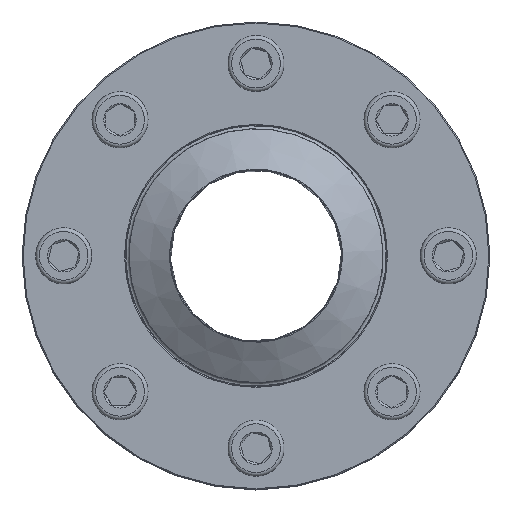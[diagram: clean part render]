
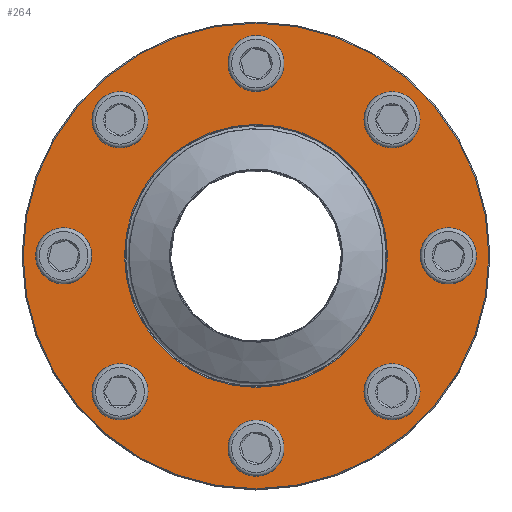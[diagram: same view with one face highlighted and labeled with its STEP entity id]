
A CAD part, top view. The second image highlights one B-rep face of the part: STEP entity #264.
In plain terms, the highlighted planar face has unit normal (0, 0, 1).
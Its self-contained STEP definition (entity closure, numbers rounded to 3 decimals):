
#245=PLANE('',#1141);
#264=ADVANCED_FACE('',(#366,#367,#368,#369,#370,#371,#372,#373,#374,#375),
#245,.T.);
#366=FACE_BOUND('',#513,.T.);
#367=FACE_BOUND('',#514,.T.);
#368=FACE_BOUND('',#515,.T.);
#369=FACE_BOUND('',#516,.T.);
#370=FACE_BOUND('',#517,.T.);
#371=FACE_BOUND('',#518,.T.);
#372=FACE_BOUND('',#519,.T.);
#373=FACE_BOUND('',#520,.T.);
#374=FACE_BOUND('',#521,.T.);
#375=FACE_BOUND('',#522,.T.);
#513=EDGE_LOOP('',(#673));
#514=EDGE_LOOP('',(#674));
#515=EDGE_LOOP('',(#675));
#516=EDGE_LOOP('',(#676));
#517=EDGE_LOOP('',(#677));
#518=EDGE_LOOP('',(#678));
#519=EDGE_LOOP('',(#679));
#520=EDGE_LOOP('',(#680));
#521=EDGE_LOOP('',(#681));
#522=EDGE_LOOP('',(#682));
#673=ORIENTED_EDGE('',*,*,#953,.T.);
#674=ORIENTED_EDGE('',*,*,#954,.T.);
#675=ORIENTED_EDGE('',*,*,#955,.T.);
#676=ORIENTED_EDGE('',*,*,#956,.T.);
#677=ORIENTED_EDGE('',*,*,#957,.T.);
#678=ORIENTED_EDGE('',*,*,#958,.T.);
#679=ORIENTED_EDGE('',*,*,#959,.T.);
#680=ORIENTED_EDGE('',*,*,#960,.T.);
#681=ORIENTED_EDGE('',*,*,#961,.T.);
#682=ORIENTED_EDGE('',*,*,#962,.T.);
#867=VERTEX_POINT('',#1659);
#868=VERTEX_POINT('',#1661);
#869=VERTEX_POINT('',#1663);
#870=VERTEX_POINT('',#1665);
#871=VERTEX_POINT('',#1667);
#872=VERTEX_POINT('',#1669);
#873=VERTEX_POINT('',#1671);
#874=VERTEX_POINT('',#1673);
#875=VERTEX_POINT('',#1675);
#876=VERTEX_POINT('',#1677);
#953=EDGE_CURVE('',#867,#867,#1050,.T.);
#954=EDGE_CURVE('',#868,#868,#1051,.T.);
#955=EDGE_CURVE('',#869,#869,#1052,.T.);
#956=EDGE_CURVE('',#870,#870,#1053,.T.);
#957=EDGE_CURVE('',#871,#871,#1054,.T.);
#958=EDGE_CURVE('',#872,#872,#1055,.T.);
#959=EDGE_CURVE('',#873,#873,#1056,.T.);
#960=EDGE_CURVE('',#874,#874,#1057,.T.);
#961=EDGE_CURVE('',#875,#875,#1058,.T.);
#962=EDGE_CURVE('',#876,#876,#1059,.T.);
#1050=CIRCLE('',#1131,19.5);
#1051=CIRCLE('',#1132,19.5);
#1052=CIRCLE('',#1133,19.5);
#1053=CIRCLE('',#1134,19.5);
#1054=CIRCLE('',#1135,19.5);
#1055=CIRCLE('',#1136,19.5);
#1056=CIRCLE('',#1137,19.5);
#1057=CIRCLE('',#1138,19.5);
#1058=CIRCLE('',#1139,224.);
#1059=CIRCLE('',#1140,126.5);
#1131=AXIS2_PLACEMENT_3D('',#1658,#1306,#1307);
#1132=AXIS2_PLACEMENT_3D('',#1660,#1308,#1309);
#1133=AXIS2_PLACEMENT_3D('',#1662,#1310,#1311);
#1134=AXIS2_PLACEMENT_3D('',#1664,#1312,#1313);
#1135=AXIS2_PLACEMENT_3D('',#1666,#1314,#1315);
#1136=AXIS2_PLACEMENT_3D('',#1668,#1316,#1317);
#1137=AXIS2_PLACEMENT_3D('',#1670,#1318,#1319);
#1138=AXIS2_PLACEMENT_3D('',#1672,#1320,#1321);
#1139=AXIS2_PLACEMENT_3D('',#1674,#1322,#1323);
#1140=AXIS2_PLACEMENT_3D('',#1676,#1324,#1325);
#1141=AXIS2_PLACEMENT_3D('',#1678,#1326,#1327);
#1306=DIRECTION('',(0.,0.,-1.));
#1307=DIRECTION('',(1.,0.,0.));
#1308=DIRECTION('',(0.,0.,-1.));
#1309=DIRECTION('',(1.,0.,0.));
#1310=DIRECTION('',(0.,0.,-1.));
#1311=DIRECTION('',(1.,0.,0.));
#1312=DIRECTION('',(0.,0.,-1.));
#1313=DIRECTION('',(1.,0.,0.));
#1314=DIRECTION('',(0.,0.,-1.));
#1315=DIRECTION('',(1.,0.,0.));
#1316=DIRECTION('',(0.,0.,-1.));
#1317=DIRECTION('',(1.,0.,0.));
#1318=DIRECTION('',(0.,0.,-1.));
#1319=DIRECTION('',(1.,0.,0.));
#1320=DIRECTION('',(0.,0.,-1.));
#1321=DIRECTION('',(1.,0.,0.));
#1322=DIRECTION('',(0.,0.,1.));
#1323=DIRECTION('',(1.,0.,0.));
#1324=DIRECTION('',(0.,0.,-1.));
#1325=DIRECTION('',(1.,0.,0.));
#1326=DIRECTION('',(0.,0.,1.));
#1327=DIRECTION('',(1.,0.,0.));
#1658=CARTESIAN_POINT('',(-185.,0.,105.));
#1659=CARTESIAN_POINT('',(-165.5,0.,105.));
#1660=CARTESIAN_POINT('',(-130.815,130.815,105.));
#1661=CARTESIAN_POINT('',(-111.315,130.815,105.));
#1662=CARTESIAN_POINT('',(0.,185.,105.));
#1663=CARTESIAN_POINT('',(19.5,185.,105.));
#1664=CARTESIAN_POINT('',(130.815,130.815,105.));
#1665=CARTESIAN_POINT('',(150.315,130.815,105.));
#1666=CARTESIAN_POINT('',(185.,0.,105.));
#1667=CARTESIAN_POINT('',(204.5,0.,105.));
#1668=CARTESIAN_POINT('',(130.815,-130.815,105.));
#1669=CARTESIAN_POINT('',(150.315,-130.815,105.));
#1670=CARTESIAN_POINT('',(0.,-185.,105.));
#1671=CARTESIAN_POINT('',(19.5,-185.,105.));
#1672=CARTESIAN_POINT('',(-130.815,-130.815,105.));
#1673=CARTESIAN_POINT('',(-111.315,-130.815,105.));
#1674=CARTESIAN_POINT('',(0.,0.,105.));
#1675=CARTESIAN_POINT('',(224.,0.,105.));
#1676=CARTESIAN_POINT('',(0.,0.,105.));
#1677=CARTESIAN_POINT('',(126.5,0.,105.));
#1678=CARTESIAN_POINT('',(0.,0.,105.));
